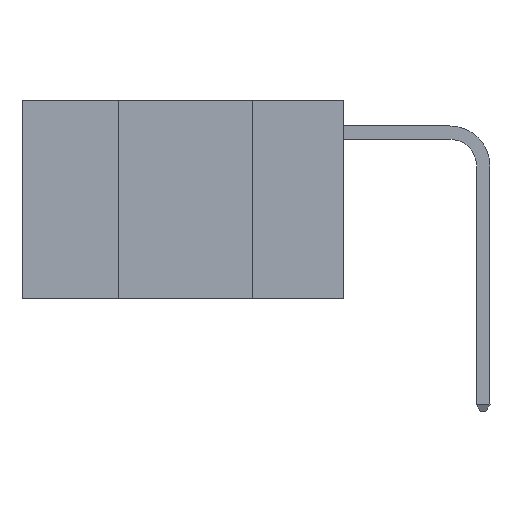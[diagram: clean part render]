
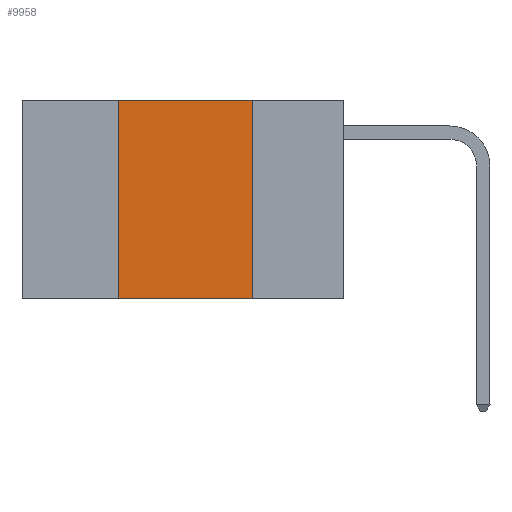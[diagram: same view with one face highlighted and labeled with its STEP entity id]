
A CAD part, left-side view. The second image highlights one B-rep face of the part: STEP entity #9958.
In plain terms, the highlighted planar face has unit normal (-1, 0, 0).
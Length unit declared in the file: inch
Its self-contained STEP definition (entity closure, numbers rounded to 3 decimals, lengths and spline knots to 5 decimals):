
#1 = VERTEX_POINT ( 'NONE', #15534 ) ;
#8 = VECTOR ( 'NONE', #19428, 39.37008 ) ;
#300 = DIRECTION ( 'NONE',  ( 0., 0., -1. ) ) ;
#834 = VECTOR ( 'NONE', #15496, 39.37008 ) ;
#2358 = ORIENTED_EDGE ( 'NONE', *, *, #20269, .F. ) ;
#3392 = ORIENTED_EDGE ( 'NONE', *, *, #4239, .F. ) ;
#4239 = EDGE_CURVE ( 'NONE', #6827, #20003, #7246, .T. ) ;
#4307 = CARTESIAN_POINT ( 'NONE',  ( 0., 0.6, 0. ) ) ;
#4977 = ORIENTED_EDGE ( 'NONE', *, *, #17095, .F. ) ;
#5181 = ORIENTED_EDGE ( 'NONE', *, *, #18820, .T. ) ;
#5282 = FACE_OUTER_BOUND ( 'NONE', #20233, .T. ) ;
#6066 = LINE ( 'NONE', #4307, #8 ) ;
#6681 = VERTEX_POINT ( 'NONE', #6753 ) ;
#6753 = CARTESIAN_POINT ( 'NONE',  ( 0., 0.42, -0.37 ) ) ;
#6827 = VERTEX_POINT ( 'NONE', #7616 ) ;
#7246 = LINE ( 'NONE', #19181, #7752 ) ;
#7315 = LINE ( 'NONE', #15812, #834 ) ;
#7616 = CARTESIAN_POINT ( 'NONE',  ( 0., 0.17, 0. ) ) ;
#7752 = VECTOR ( 'NONE', #13967, 39.37008 ) ;
#8319 = DIRECTION ( 'NONE',  ( 0., -1., 0. ) ) ;
#9754 = CARTESIAN_POINT ( 'NONE',  ( 0., 0.17, -0.37 ) ) ;
#9958 = ADVANCED_FACE ( 'NONE', ( #5282 ), #18769, .F. ) ;
#10364 = CARTESIAN_POINT ( 'NONE',  ( 0., 0.6, 0. ) ) ;
#10653 = AXIS2_PLACEMENT_3D ( 'NONE', #10364, #17101, #300 ) ;
#13079 = VECTOR ( 'NONE', #8319, 39.37008 ) ;
#13967 = DIRECTION ( 'NONE',  ( 0., 0., -1. ) ) ;
#15496 = DIRECTION ( 'NONE',  ( 0., 0., 1. ) ) ;
#15534 = CARTESIAN_POINT ( 'NONE',  ( 0., 0.42, 0. ) ) ;
#15812 = CARTESIAN_POINT ( 'NONE',  ( 0., 0.42, 0. ) ) ;
#17095 = EDGE_CURVE ( 'NONE', #1, #6827, #6066, .T. ) ;
#17101 = DIRECTION ( 'NONE',  ( 1., 0., 0. ) ) ;
#18769 = PLANE ( 'NONE',  #10653 ) ;
#18820 = EDGE_CURVE ( 'NONE', #6681, #20003, #20030, .T. ) ;
#19181 = CARTESIAN_POINT ( 'NONE',  ( 0., 0.17, 0. ) ) ;
#19428 = DIRECTION ( 'NONE',  ( 0., -1., 0. ) ) ;
#20003 = VERTEX_POINT ( 'NONE', #9754 ) ;
#20030 = LINE ( 'NONE', #20150, #13079 ) ;
#20150 = CARTESIAN_POINT ( 'NONE',  ( 0., 0.6, -0.37 ) ) ;
#20233 = EDGE_LOOP ( 'NONE', ( #3392, #4977, #2358, #5181 ) ) ;
#20269 = EDGE_CURVE ( 'NONE', #6681, #1, #7315, .T. ) ;
